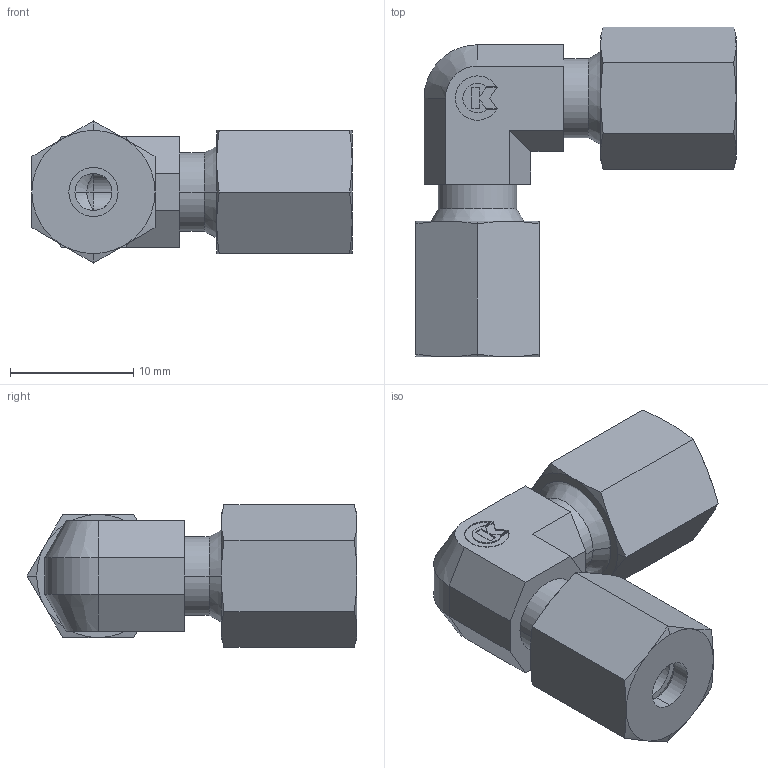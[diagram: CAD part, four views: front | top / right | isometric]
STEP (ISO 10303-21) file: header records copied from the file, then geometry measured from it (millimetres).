
FILE_DESCRIPTION( ( '' ), '1' );
FILE_NAME( '360040808.stp', '2012-08-09T07:45:57', ( '' ), ( '' ), ' ', ' ', ' ' );
FILE_SCHEMA( ( 'CONFIG_CONTROL_DESIGN' ) );
Length unit declared in the file: millimetre
Products named in the file (5): 1; 2; 3; 4; 5
Bounding box: 26 x 26.77 x 11.55 mm (x, y, z)
Volume: 2612.1 mm3; surface area: 2989.6 mm2
Topology: 5 solids, 5 shells, 181 faces, 405 edges, 242 vertices
Faces by surface type: cone 70, plane 70, cylinder 41
Entity records: 5179 total; most frequent: CARTESIAN_POINT 971, DIRECTION 869, ORIENTED_EDGE 810, EDGE_CURVE 405, AXIS2_PLACEMENT_3D 328, VERTEX_POINT 242, LINE 213, VECTOR 213
